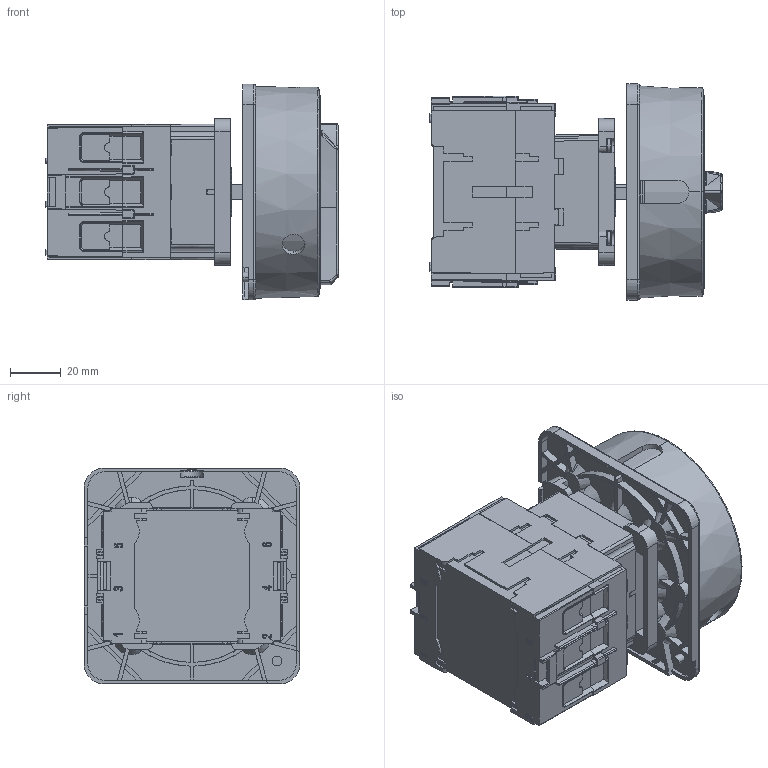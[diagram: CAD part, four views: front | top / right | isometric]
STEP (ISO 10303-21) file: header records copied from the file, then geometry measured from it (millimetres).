
FILE_DESCRIPTION (( 'STEP AP214' ), '1' );
FILE_NAME ('ML2-063-E-H04R.step', '2020-05-11T19:24:57', ( '' ), ( '' ), 'SwSTEP 2.0', 'SolidWorks 2019', '' );
FILE_SCHEMA (( 'AUTOMOTIVE_DESIGN' ));
Length unit declared in the file: inch
Products named in the file (2): ML2-063-E-H04R
Bounding box: 115.05 x 85 x 85 mm (x, y, z)
Volume: 304065.1 mm3; surface area: 101985.1 mm2
Topology: 1 solids, 1 shells, 1874 faces, 5282 edges, 3445 vertices
Faces by surface type: plane 1179, cylinder 337, bspline 229, cone 129
Entity records: 70579 total; most frequent: CARTESIAN_POINT 24287, ORIENTED_EDGE 10562, DIRECTION 8471, EDGE_CURVE 5281, VERTEX_POINT 3445, VECTOR 3439, LINE 3439, AXIS2_PLACEMENT_3D 2516
